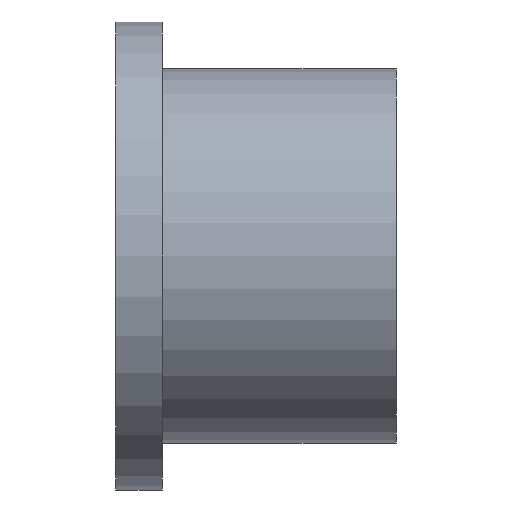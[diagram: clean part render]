
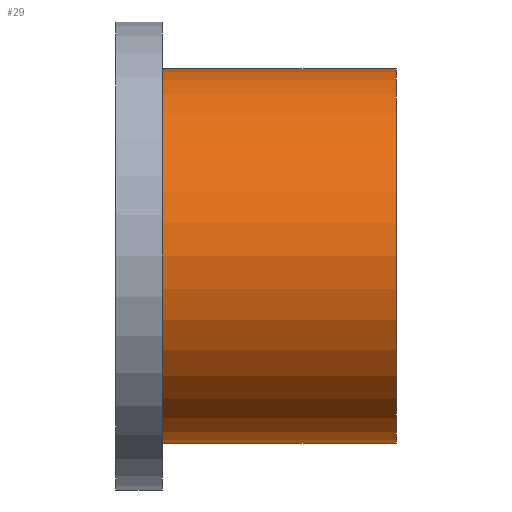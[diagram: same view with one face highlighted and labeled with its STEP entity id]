
A CAD part, left-side view. The second image highlights one B-rep face of the part: STEP entity #29.
In plain terms, the highlighted cylindrical face has radius 12.7 mm (diameter 25.4 mm), a partial arc.
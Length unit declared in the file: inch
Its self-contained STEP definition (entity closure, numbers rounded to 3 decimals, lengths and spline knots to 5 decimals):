
#3 = DIRECTION ( 'NONE',  ( 0., 1., 0. ) ) ;
#5 = CARTESIAN_POINT ( 'NONE',  ( 0., -0.625, 0.5 ) ) ;
#8 = CARTESIAN_POINT ( 'NONE',  ( 0., 0., 0. ) ) ;
#29 = ADVANCED_FACE ( 'NONE', ( #30 ), #48, .T. ) ;
#30 = FACE_OUTER_BOUND ( 'NONE', #93, .T. ) ;
#35 = EDGE_CURVE ( 'NONE', #244, #72, #308, .T. ) ;
#42 = ORIENTED_EDGE ( 'NONE', *, *, #101, .F. ) ;
#48 = CYLINDRICAL_SURFACE ( 'NONE', #111, 0.5 ) ;
#59 = LINE ( 'NONE', #88, #140 ) ;
#72 = VERTEX_POINT ( 'NONE', #254 ) ;
#80 = AXIS2_PLACEMENT_3D ( 'NONE', #8, #214, #186 ) ;
#88 = CARTESIAN_POINT ( 'NONE',  ( 0., -0.625, 0.5 ) ) ;
#93 = EDGE_LOOP ( 'NONE', ( #173, #42, #249, #96 ) ) ;
#96 = ORIENTED_EDGE ( 'NONE', *, *, #268, .T. ) ;
#101 = EDGE_CURVE ( 'NONE', #253, #244, #295, .T. ) ;
#111 = AXIS2_PLACEMENT_3D ( 'NONE', #311, #130, #287 ) ;
#127 = DIRECTION ( 'NONE',  ( 0., 0., -1. ) ) ;
#130 = DIRECTION ( 'NONE',  ( 0., 1., 0. ) ) ;
#134 = DIRECTION ( 'NONE',  ( 0., 1., 0. ) ) ;
#140 = VECTOR ( 'NONE', #134, 39.37008 ) ;
#142 = VERTEX_POINT ( 'NONE', #227 ) ;
#153 = DIRECTION ( 'NONE',  ( 0., -1., 0. ) ) ;
#161 = VECTOR ( 'NONE', #3, 39.37008 ) ;
#173 = ORIENTED_EDGE ( 'NONE', *, *, #35, .F. ) ;
#183 = AXIS2_PLACEMENT_3D ( 'NONE', #281, #153, #127 ) ;
#186 = DIRECTION ( 'NONE',  ( 0., 0., 1. ) ) ;
#209 = CARTESIAN_POINT ( 'NONE',  ( 0., -0.625, -0.5 ) ) ;
#214 = DIRECTION ( 'NONE',  ( 0., -1., 0. ) ) ;
#227 = CARTESIAN_POINT ( 'NONE',  ( 0., 0., 0.5 ) ) ;
#244 = VERTEX_POINT ( 'NONE', #290 ) ;
#249 = ORIENTED_EDGE ( 'NONE', *, *, #293, .T. ) ;
#253 = VERTEX_POINT ( 'NONE', #5 ) ;
#254 = CARTESIAN_POINT ( 'NONE',  ( 0., 0., -0.5 ) ) ;
#268 = EDGE_CURVE ( 'NONE', #142, #72, #297, .T. ) ;
#281 = CARTESIAN_POINT ( 'NONE',  ( 0., -0.625, 0. ) ) ;
#287 = DIRECTION ( 'NONE',  ( 0., 0., 1. ) ) ;
#290 = CARTESIAN_POINT ( 'NONE',  ( 0., -0.625, -0.5 ) ) ;
#293 = EDGE_CURVE ( 'NONE', #253, #142, #59, .T. ) ;
#295 = CIRCLE ( 'NONE', #183, 0.5 ) ;
#297 = CIRCLE ( 'NONE', #80, 0.5 ) ;
#308 = LINE ( 'NONE', #209, #161 ) ;
#311 = CARTESIAN_POINT ( 'NONE',  ( 0., -0.625, 0. ) ) ;
